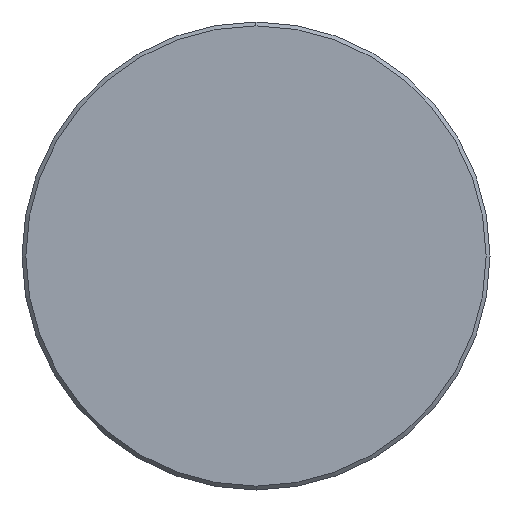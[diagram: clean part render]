
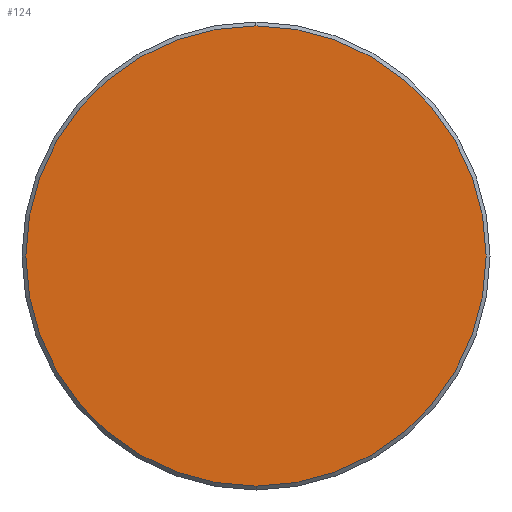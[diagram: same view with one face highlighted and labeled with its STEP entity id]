
A CAD part, left-side view. The second image highlights one B-rep face of the part: STEP entity #124.
In plain terms, the highlighted planar face has unit normal (-1, 0, 0).
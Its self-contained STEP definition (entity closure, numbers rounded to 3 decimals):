
#7 = CIRCLE ( 'NONE', #273, 17.7 ) ;
#25 = DIRECTION ( 'NONE',  ( 1., 0., 0. ) ) ;
#30 = CARTESIAN_POINT ( 'NONE',  ( 0., 0., 17.7 ) ) ;
#62 = PLANE ( 'NONE',  #309 ) ;
#74 = CARTESIAN_POINT ( 'NONE',  ( 0., 0., 0. ) ) ;
#78 = AXIS2_PLACEMENT_3D ( 'NONE', #308, #226, #143 ) ;
#97 = EDGE_LOOP ( 'NONE', ( #525, #412 ) ) ;
#102 = EDGE_CURVE ( 'NONE', #295, #513, #537, .T. ) ;
#124 = ADVANCED_FACE ( 'NONE', ( #533 ), #62, .F. ) ;
#143 = DIRECTION ( 'NONE',  ( 0., 0., 1. ) ) ;
#179 = CARTESIAN_POINT ( 'NONE',  ( 0., 0., 0. ) ) ;
#226 = DIRECTION ( 'NONE',  ( -1., 0., 0. ) ) ;
#273 = AXIS2_PLACEMENT_3D ( 'NONE', #74, #411, #542 ) ;
#276 = EDGE_CURVE ( 'NONE', #513, #295, #7, .T. ) ;
#295 = VERTEX_POINT ( 'NONE', #30 ) ;
#306 = DIRECTION ( 'NONE',  ( 0., 0., -1. ) ) ;
#308 = CARTESIAN_POINT ( 'NONE',  ( 0., 0., 0. ) ) ;
#309 = AXIS2_PLACEMENT_3D ( 'NONE', #179, #25, #306 ) ;
#411 = DIRECTION ( 'NONE',  ( -1., 0., 0. ) ) ;
#412 = ORIENTED_EDGE ( 'NONE', *, *, #102, .T. ) ;
#475 = CARTESIAN_POINT ( 'NONE',  ( 0., 0., -17.7 ) ) ;
#513 = VERTEX_POINT ( 'NONE', #475 ) ;
#525 = ORIENTED_EDGE ( 'NONE', *, *, #276, .T. ) ;
#533 = FACE_OUTER_BOUND ( 'NONE', #97, .T. ) ;
#537 = CIRCLE ( 'NONE', #78, 17.7 ) ;
#542 = DIRECTION ( 'NONE',  ( 0., 0., 1. ) ) ;
